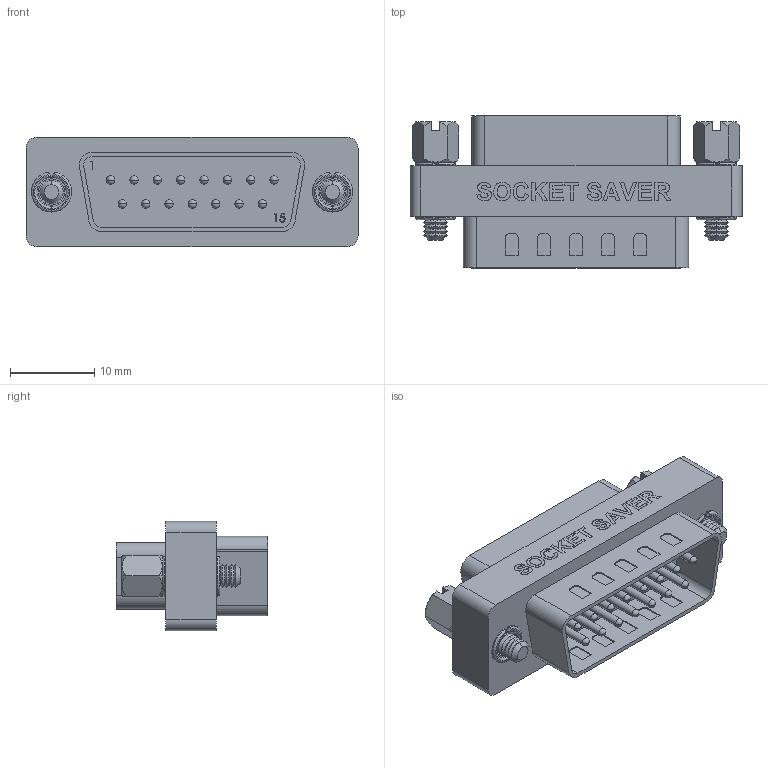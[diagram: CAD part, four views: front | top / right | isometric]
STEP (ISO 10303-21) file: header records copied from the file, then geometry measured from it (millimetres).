
FILE_DESCRIPTION (( 'STEP AP214' ), '1' );
FILE_NAME ('DGB15MF_3D.step', '2025-10-16T20:25:46', ( '' ), ( '' ), 'SwSTEP 2.0', 'SolidWorks 2025', '' );
FILE_SCHEMA (( 'AUTOMOTIVE_DESIGN' ));
Length unit declared in the file: inch
Products named in the file (5): 3AA05-002; DGB15MF_3D; DGB15F-MA1_SOCKET SAVER; SD15S_Without Mounting Flange and Solder Cups; SD15P_Without Mounting Flange and Solder Cups
Assembly tree (5 placements, depth 2):
  DGB15MF_3D
    DGB15F-MA1_SOCKET SAVER
    SD15S_Without Mounting Flange and Solder Cups
    SD15P_Without Mounting Flange and Solder Cups
    3AA05-002  x2
Bounding box: 39.37 x 18.02 x 12.95 mm (x, y, z)
Volume: 4478.4 mm3; surface area: 4757.2 mm2
Topology: 5 solids, 5 shells, 780 faces, 1992 edges, 1275 vertices
Faces by surface type: plane 366, cylinder 180, bspline 120, cone 60, sphere 42, torus 12
Entity records: 27976 total; most frequent: CARTESIAN_POINT 11250, ORIENTED_EDGE 3556, DIRECTION 3132, EDGE_CURVE 1778, VERTEX_POINT 1160, LINE 1112, VECTOR 1112, AXIS2_PLACEMENT_3D 1010
